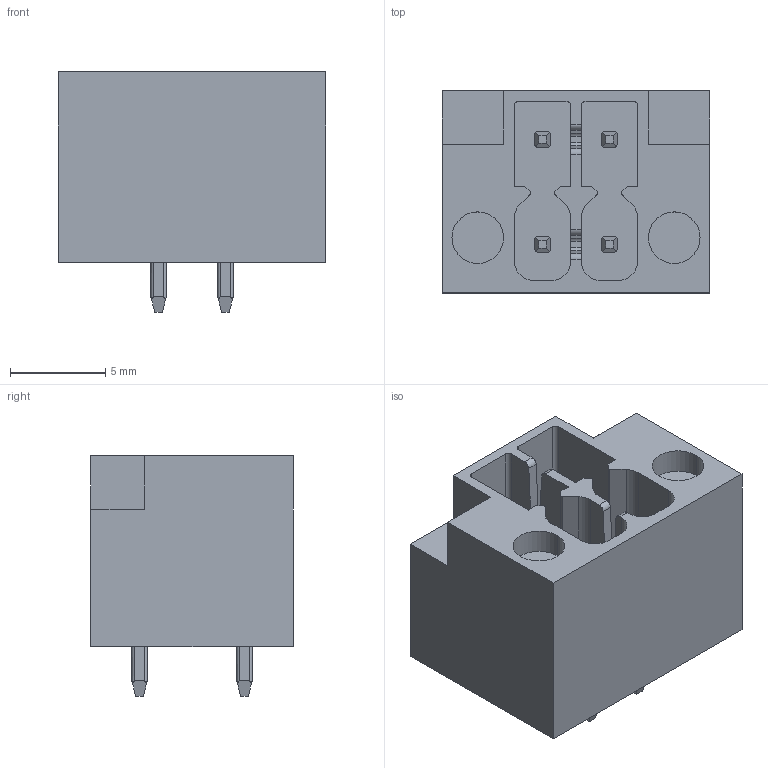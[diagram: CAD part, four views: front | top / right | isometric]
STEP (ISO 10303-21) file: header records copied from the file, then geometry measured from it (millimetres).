
FILE_DESCRIPTION((''),'2;1');
FILE_NAME('TLPHDW-010V','2024-09-18T10:29:21',('tluser'),(''),'CREO PARAMETRIC BY PTC INC, 2018100','CREO PARAMETRIC BY PTC INC, 2018100','');
FILE_SCHEMA(('CONFIG_CONTROL_DESIGN'));
Length unit declared in the file: millimetre
Products named in the file (1): TLPHDW-010V
Bounding box: 14 x 10.6 x 12.6 mm (x, y, z)
Volume: 1144.5 mm3; surface area: 1153.6 mm2
Topology: 1 solids, 1 shells, 179 faces, 498 edges, 332 vertices
Faces by surface type: plane 119, cylinder 60
Entity records: 5854 total; most frequent: CARTESIAN_POINT 1253, ORIENTED_EDGE 996, DIRECTION 880, EDGE_CURVE 498, VECTOR 346, LINE 346, VERTEX_POINT 332, AXIS2_PLACEMENT_3D 267
